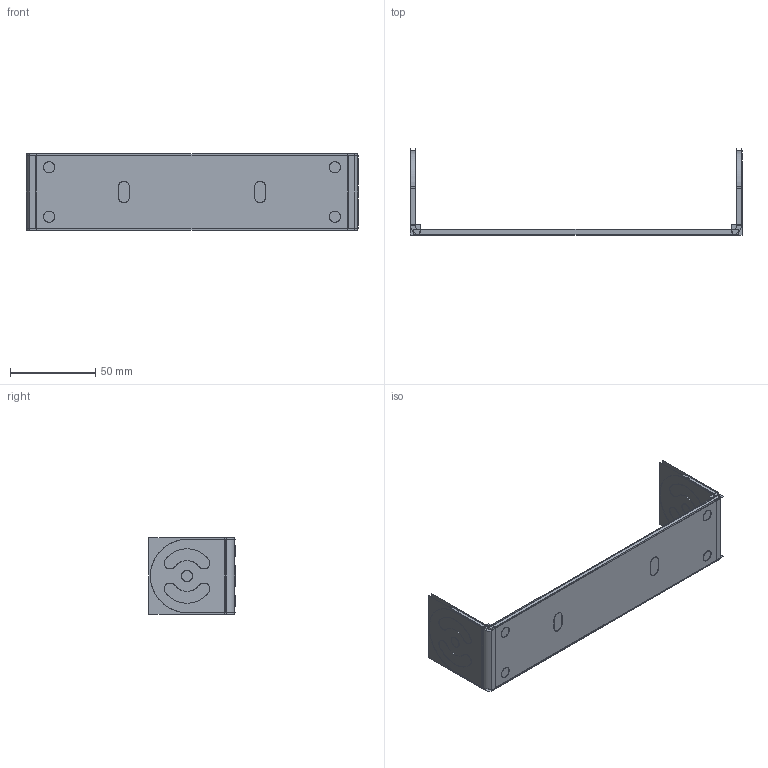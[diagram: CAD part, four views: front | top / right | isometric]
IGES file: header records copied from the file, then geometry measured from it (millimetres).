
Start section:  PTC IGES file: 157102.igs
Global section: file name: 157102.igs; native system: Creo Parametric by Parametric Technology Corporation; preprocessor: 2016010; author: pdmadmin; organization: Unknown; date: 20160415.062946; units: millimetre
Bounding box: 195.03 x 50.64 x 44.72 mm (x, y, z)
Volume: 29714.2 mm3; surface area: 103397.2 mm2
Topology: 1 solids, 1 shells, 120 faces, 636 edges, 816 vertices
Faces by surface type: revolution 80, bspline 40
